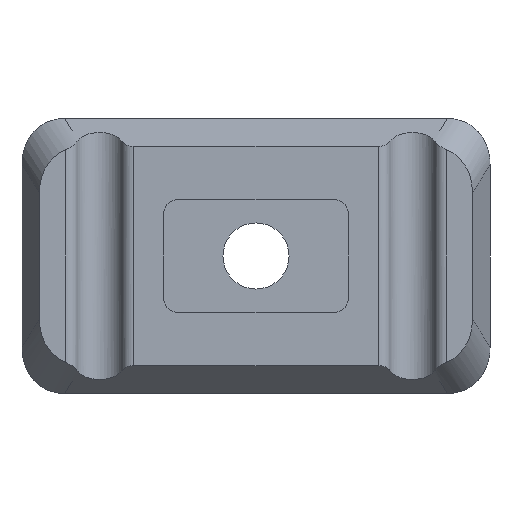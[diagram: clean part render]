
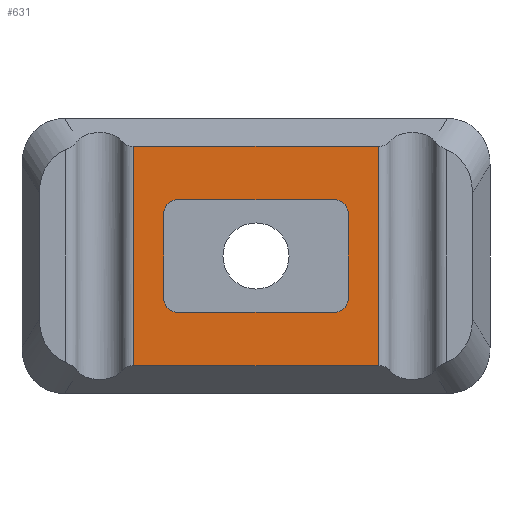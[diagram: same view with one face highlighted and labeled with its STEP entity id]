
A CAD part, front view. The second image highlights one B-rep face of the part: STEP entity #631.
In plain terms, the highlighted planar face has unit normal (0, -1, 0).
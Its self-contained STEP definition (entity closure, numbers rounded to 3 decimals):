
#15=FACE_BOUND('',#133,.T.);
#23=CIRCLE('',#682,1.18);
#25=CIRCLE('',#685,1.18);
#27=CIRCLE('',#696,1.18);
#29=CIRCLE('',#701,1.18);
#41=PLANE('',#705);
#96=FACE_OUTER_BOUND('',#132,.T.);
#132=EDGE_LOOP('',(#535,#536,#537,#538));
#133=EDGE_LOOP('',(#539,#540,#541,#542,#543,#544,#545,#546));
#149=LINE('',#954,#202);
#150=LINE('',#957,#203);
#158=LINE('',#1020,#211);
#161=LINE('',#1025,#214);
#165=LINE('',#1039,#218);
#179=LINE('',#1093,#232);
#183=LINE('',#1103,#236);
#185=LINE('',#1108,#238);
#202=VECTOR('',#743,10.);
#203=VECTOR('',#746,10.);
#211=VECTOR('',#774,10.);
#214=VECTOR('',#779,10.);
#218=VECTOR('',#791,10.);
#232=VECTOR('',#833,10.);
#236=VECTOR('',#845,10.);
#238=VECTOR('',#849,10.);
#269=VERTEX_POINT('',#950);
#270=VERTEX_POINT('',#952);
#271=VERTEX_POINT('',#956);
#284=VERTEX_POINT('',#1018);
#290=VERTEX_POINT('',#1036);
#291=VERTEX_POINT('',#1038);
#293=VERTEX_POINT('',#1044);
#295=VERTEX_POINT('',#1050);
#304=VERTEX_POINT('',#1090);
#305=VERTEX_POINT('',#1092);
#307=VERTEX_POINT('',#1098);
#309=VERTEX_POINT('',#1107);
#331=EDGE_CURVE('',#270,#269,#149,.T.);
#332=EDGE_CURVE('',#271,#269,#150,.T.);
#350=EDGE_CURVE('',#271,#284,#158,.T.);
#353=EDGE_CURVE('',#284,#270,#161,.T.);
#359=EDGE_CURVE('',#291,#290,#165,.T.);
#363=EDGE_CURVE('',#290,#293,#23,.T.);
#365=EDGE_CURVE('',#295,#291,#25,.T.);
#381=EDGE_CURVE('',#304,#305,#179,.T.);
#384=EDGE_CURVE('',#305,#307,#27,.T.);
#387=EDGE_CURVE('',#307,#293,#183,.T.);
#389=EDGE_CURVE('',#309,#295,#185,.T.);
#392=EDGE_CURVE('',#309,#304,#29,.T.);
#535=ORIENTED_EDGE('',*,*,#331,.F.);
#536=ORIENTED_EDGE('',*,*,#353,.F.);
#537=ORIENTED_EDGE('',*,*,#350,.F.);
#538=ORIENTED_EDGE('',*,*,#332,.T.);
#539=ORIENTED_EDGE('',*,*,#389,.T.);
#540=ORIENTED_EDGE('',*,*,#365,.T.);
#541=ORIENTED_EDGE('',*,*,#359,.T.);
#542=ORIENTED_EDGE('',*,*,#363,.T.);
#543=ORIENTED_EDGE('',*,*,#387,.F.);
#544=ORIENTED_EDGE('',*,*,#384,.F.);
#545=ORIENTED_EDGE('',*,*,#381,.F.);
#546=ORIENTED_EDGE('',*,*,#392,.F.);
#631=ADVANCED_FACE('',(#96,#15),#41,.T.);
#682=AXIS2_PLACEMENT_3D('',#1046,#798,#799);
#685=AXIS2_PLACEMENT_3D('',#1051,#804,#805);
#696=AXIS2_PLACEMENT_3D('',#1099,#839,#840);
#701=AXIS2_PLACEMENT_3D('',#1112,#855,#856);
#705=AXIS2_PLACEMENT_3D('',#1137,#868,#869);
#743=DIRECTION('',(0.,0.,1.));
#746=DIRECTION('',(-1.,0.,0.));
#774=DIRECTION('',(0.,0.,-1.));
#779=DIRECTION('',(-1.,0.,0.));
#791=DIRECTION('',(1.,0.,0.));
#798=DIRECTION('center_axis',(0.,1.,0.));
#799=DIRECTION('ref_axis',(0.,0.,1.));
#804=DIRECTION('center_axis',(0.,1.,0.));
#805=DIRECTION('ref_axis',(-1.,0.,0.));
#833=DIRECTION('',(1.,0.,0.));
#839=DIRECTION('center_axis',(0.,-1.,0.));
#840=DIRECTION('ref_axis',(0.,0.,-1.));
#845=DIRECTION('',(0.,0.,1.));
#849=DIRECTION('',(0.,0.,1.));
#855=DIRECTION('center_axis',(0.,-1.,0.));
#856=DIRECTION('ref_axis',(-1.,0.,0.));
#868=DIRECTION('center_axis',(0.,-1.,0.));
#869=DIRECTION('ref_axis',(0.,0.,-1.));
#950=CARTESIAN_POINT('',(-10.172,-5.,21.813));
#952=CARTESIAN_POINT('',(-10.172,-5.,3.587));
#954=CARTESIAN_POINT('',(-10.172,-5.,12.7));
#956=CARTESIAN_POINT('',(10.172,-5.,21.813));
#957=CARTESIAN_POINT('',(0.,-5.,21.813));
#1018=CARTESIAN_POINT('',(10.172,-5.,3.587));
#1020=CARTESIAN_POINT('',(10.172,-5.,12.7));
#1025=CARTESIAN_POINT('',(0.,-5.,3.587));
#1036=CARTESIAN_POINT('',(6.5,-5.,17.38));
#1038=CARTESIAN_POINT('',(-6.5,-5.,17.38));
#1039=CARTESIAN_POINT('',(-6.5,-5.,17.38));
#1044=CARTESIAN_POINT('',(7.68,-5.,16.2));
#1046=CARTESIAN_POINT('Origin',(6.5,-5.,16.2));
#1050=CARTESIAN_POINT('',(-7.68,-5.,16.2));
#1051=CARTESIAN_POINT('Origin',(-6.5,-5.,16.2));
#1090=CARTESIAN_POINT('',(-6.5,-5.,8.02));
#1092=CARTESIAN_POINT('',(6.5,-5.,8.02));
#1093=CARTESIAN_POINT('',(-6.5,-5.,8.02));
#1098=CARTESIAN_POINT('',(7.68,-5.,9.2));
#1099=CARTESIAN_POINT('Origin',(6.5,-5.,9.2));
#1103=CARTESIAN_POINT('',(7.68,-5.,9.2));
#1107=CARTESIAN_POINT('',(-7.68,-5.,9.2));
#1108=CARTESIAN_POINT('',(-7.68,-5.,12.7));
#1112=CARTESIAN_POINT('Origin',(-6.5,-5.,9.2));
#1137=CARTESIAN_POINT('Origin',(0.,-5.,12.7));
